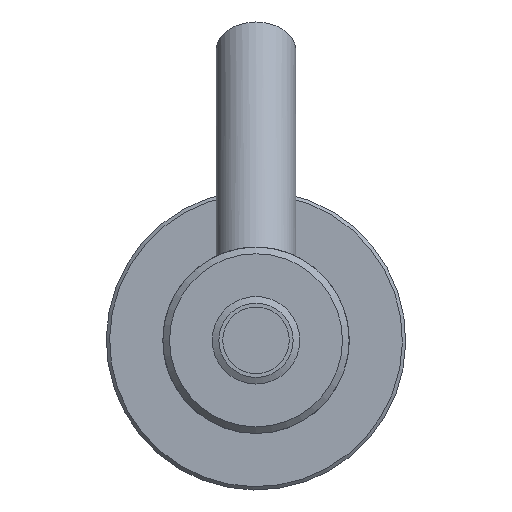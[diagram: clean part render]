
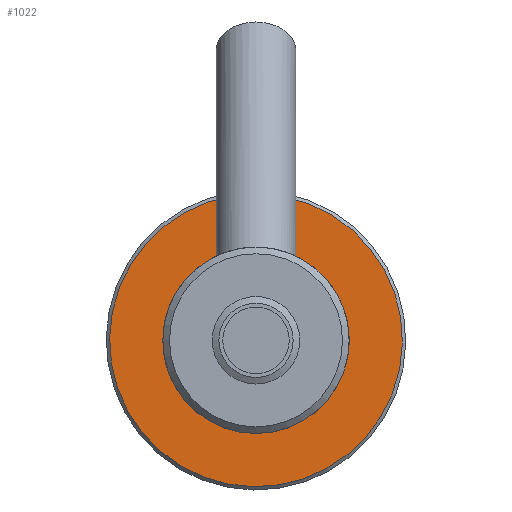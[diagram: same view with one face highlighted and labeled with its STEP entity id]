
A CAD part, left-side view. The second image highlights one B-rep face of the part: STEP entity #1022.
In plain terms, the highlighted planar face has unit normal (-1, 0, 0).
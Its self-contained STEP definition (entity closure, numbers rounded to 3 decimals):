
#988=CARTESIAN_POINT('',(-7.,22.0,0.));
#989=VERTEX_POINT('',#988);
#990=CARTESIAN_POINT('',(-7.,0.,0.0));
#991=DIRECTION('',(1.0,0.0,0.0));
#992=DIRECTION('',(0.0,-1.0,0.0));
#993=AXIS2_PLACEMENT_3D('',#990,#991,#992);
#994=CIRCLE('',#993,22.0);
#995=EDGE_CURVE('',#989,#989,#994,.T.);
#1003=CARTESIAN_POINT('',(-7.,15.25,0.0));
#1004=DIRECTION('',(-1.0,0.0,0.0));
#1005=DIRECTION('',(0.0,0.0,1.0));
#1006=AXIS2_PLACEMENT_3D('',#1003,#1004,#1005);
#1007=PLANE('',#1006);
#1008=ORIENTED_EDGE('',*,*,#995,.F.);
#1009=EDGE_LOOP('',(#1008));
#1010=FACE_OUTER_BOUND('',#1009,.T.);
#1011=CARTESIAN_POINT('',(-7.,8.,0.0));
#1012=VERTEX_POINT('',#1011);
#1013=CARTESIAN_POINT('',(-7.,0.,0.0));
#1014=DIRECTION('',(1.0,0.0,0.0));
#1015=DIRECTION('',(0.0,1.0,0.0));
#1016=AXIS2_PLACEMENT_3D('',#1013,#1014,#1015);
#1017=CIRCLE('',#1016,8.);
#1018=EDGE_CURVE('',#1012,#1012,#1017,.T.);
#1019=ORIENTED_EDGE('',*,*,#1018,.T.);
#1020=EDGE_LOOP('',(#1019));
#1021=FACE_BOUND('',#1020,.T.);
#1022=ADVANCED_FACE('',(#1010,#1021),#1007,.T.);
